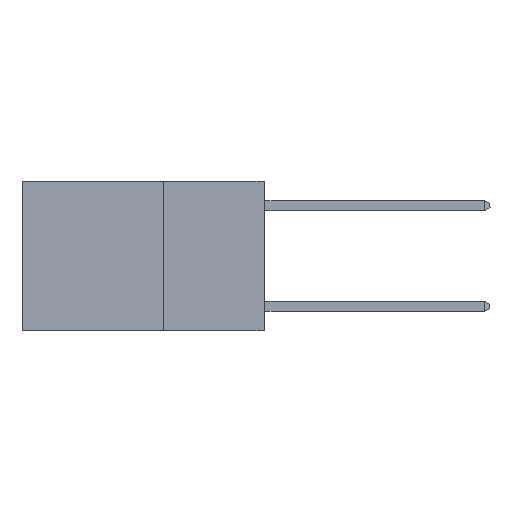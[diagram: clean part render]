
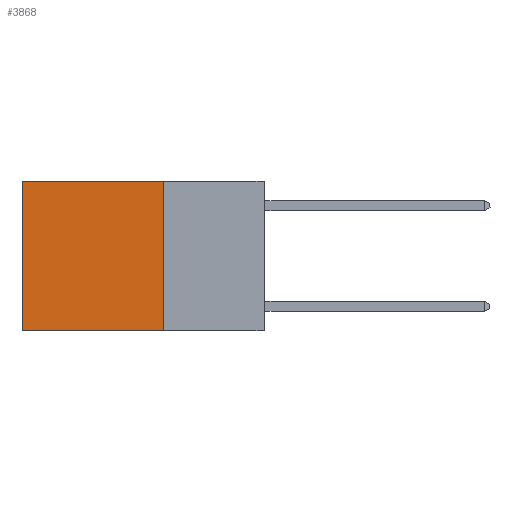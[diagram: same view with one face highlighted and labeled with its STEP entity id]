
A CAD part, left-side view. The second image highlights one B-rep face of the part: STEP entity #3868.
In plain terms, the highlighted planar face has unit normal (-1, 0, 0).
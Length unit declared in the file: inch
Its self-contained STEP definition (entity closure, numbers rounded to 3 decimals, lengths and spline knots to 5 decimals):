
#186 = CARTESIAN_POINT ( 'NONE',  ( 0.2625, 0.25, -0.37 ) ) ;
#784 = DIRECTION ( 'NONE',  ( 0., 0., -1. ) ) ;
#950 = EDGE_CURVE ( 'NONE', #8135, #3933, #4390, .T. ) ;
#1422 = LINE ( 'NONE', #5980, #8794 ) ;
#1462 = CARTESIAN_POINT ( 'NONE',  ( 0.2625, 0.25, 0. ) ) ;
#2066 = LINE ( 'NONE', #1462, #8304 ) ;
#2658 = EDGE_CURVE ( 'NONE', #10589, #4803, #2066, .T. ) ;
#2781 = DIRECTION ( 'NONE',  ( 0., 0., -1. ) ) ;
#3868 = ADVANCED_FACE ( 'NONE', ( #10444 ), #12026, .F. ) ;
#3920 = CARTESIAN_POINT ( 'NONE',  ( 0.2625, 0.6, 0. ) ) ;
#3933 = VERTEX_POINT ( 'NONE', #11326 ) ;
#4108 = VECTOR ( 'NONE', #2781, 39.37008 ) ;
#4390 = LINE ( 'NONE', #186, #11176 ) ;
#4803 = VERTEX_POINT ( 'NONE', #3920 ) ;
#4871 = DIRECTION ( 'NONE',  ( 1., 0., 0. ) ) ;
#5406 = ORIENTED_EDGE ( 'NONE', *, *, #2658, .T. ) ;
#5980 = CARTESIAN_POINT ( 'NONE',  ( 0.2625, 0.6, 0. ) ) ;
#7597 = ORIENTED_EDGE ( 'NONE', *, *, #13021, .T. ) ;
#8135 = VERTEX_POINT ( 'NONE', #11971 ) ;
#8304 = VECTOR ( 'NONE', #11019, 39.37008 ) ;
#8794 = VECTOR ( 'NONE', #784, 39.37008 ) ;
#10009 = DIRECTION ( 'NONE',  ( 0., 0., -1. ) ) ;
#10444 = FACE_OUTER_BOUND ( 'NONE', #12037, .T. ) ;
#10589 = VERTEX_POINT ( 'NONE', #12591 ) ;
#10619 = AXIS2_PLACEMENT_3D ( 'NONE', #13094, #4871, #10009 ) ;
#11019 = DIRECTION ( 'NONE',  ( 0., 1., 0. ) ) ;
#11060 = LINE ( 'NONE', #12339, #4108 ) ;
#11176 = VECTOR ( 'NONE', #12499, 39.37008 ) ;
#11326 = CARTESIAN_POINT ( 'NONE',  ( 0.2625, 0.6, -0.37 ) ) ;
#11673 = EDGE_CURVE ( 'NONE', #10589, #8135, #11060, .T. ) ;
#11971 = CARTESIAN_POINT ( 'NONE',  ( 0.2625, 0.25, -0.37 ) ) ;
#12026 = PLANE ( 'NONE',  #10619 ) ;
#12037 = EDGE_LOOP ( 'NONE', ( #7597, #12656, #13240, #5406 ) ) ;
#12339 = CARTESIAN_POINT ( 'NONE',  ( 0.2625, 0.25, 0. ) ) ;
#12499 = DIRECTION ( 'NONE',  ( 0., 1., 0. ) ) ;
#12591 = CARTESIAN_POINT ( 'NONE',  ( 0.2625, 0.25, 0. ) ) ;
#12656 = ORIENTED_EDGE ( 'NONE', *, *, #950, .F. ) ;
#13021 = EDGE_CURVE ( 'NONE', #4803, #3933, #1422, .T. ) ;
#13094 = CARTESIAN_POINT ( 'NONE',  ( 0.2625, 0.25, 0. ) ) ;
#13240 = ORIENTED_EDGE ( 'NONE', *, *, #11673, .F. ) ;
